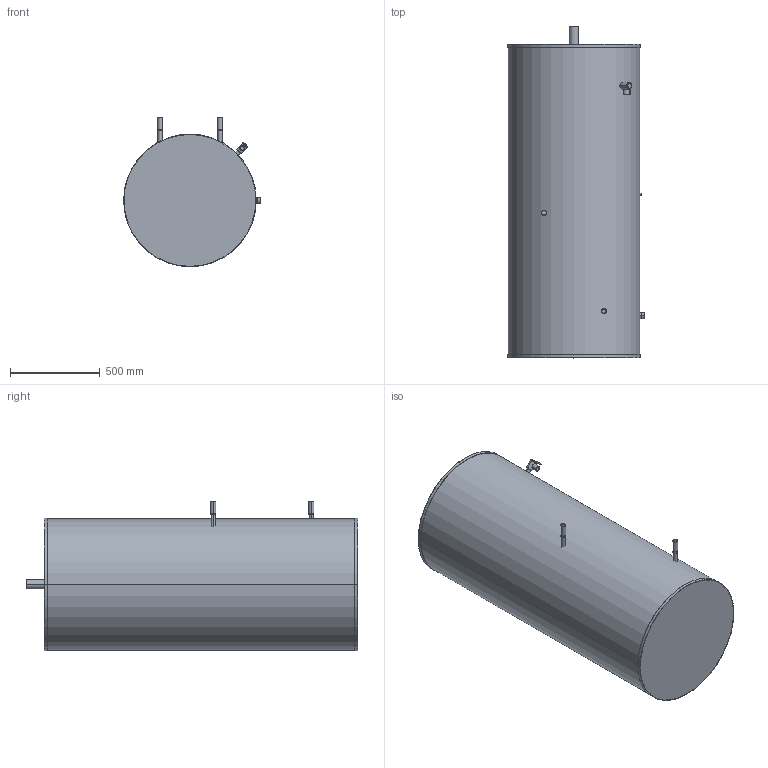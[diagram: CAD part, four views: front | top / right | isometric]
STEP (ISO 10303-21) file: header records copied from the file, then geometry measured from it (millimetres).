
FILE_DESCRIPTION (( 'STEP AP203' ), '1' );
FILE_NAME ('ST120-DW.STEP', '2023-11-09T03:22:57', ( '' ), ( '' ), 'SwSTEP 2.0', 'SolidWorks 2020', '' );
FILE_SCHEMA (( 'CONFIG_CONTROL_DESIGN' ));
Length unit declared in the file: inch
Products named in the file (1): ST120-DW
Bounding box: 764.54 x 1854.2 x 835.92 mm (x, y, z)
Volume: 302739861.8 mm3; surface area: 16701150.7 mm2
Topology: 18 solids, 18 shells, 142 faces, 310 edges, 197 vertices
Faces by surface type: cylinder 76, plane 38, torus 14, sphere 12, bspline 2
Entity records: 16123 total; most frequent: CARTESIAN_POINT 12844, DIRECTION 714, ORIENTED_EDGE 620, EDGE_CURVE 310, AXIS2_PLACEMENT_3D 309, VERTEX_POINT 197, CIRCLE 168, EDGE_LOOP 167
